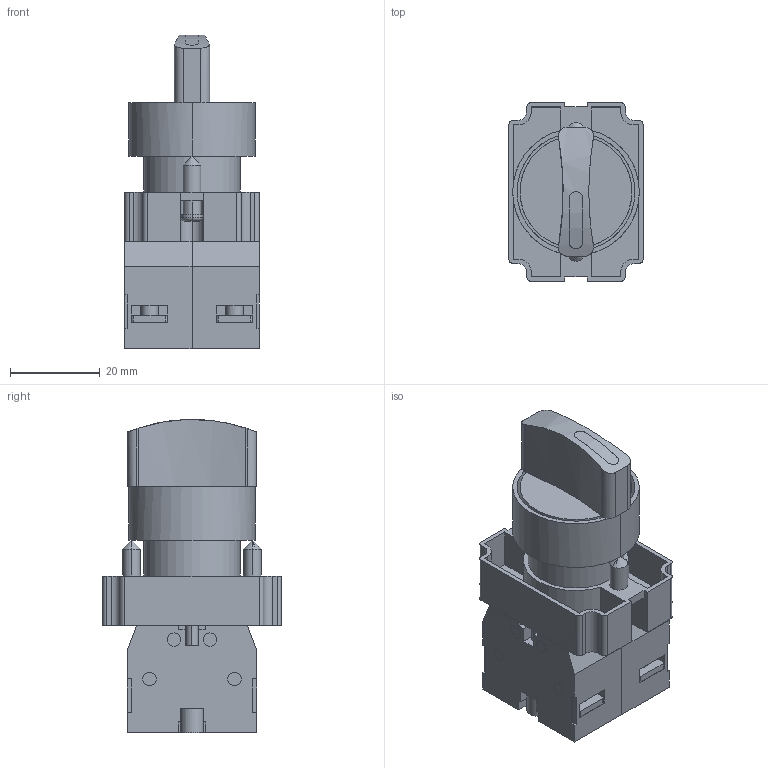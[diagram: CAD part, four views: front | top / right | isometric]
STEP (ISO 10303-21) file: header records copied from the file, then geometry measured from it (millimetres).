
FILE_DESCRIPTION (( 'STEP AP214' ), '1' );
FILE_NAME ('LAYS-BD21（双座）.STEP', '2023-07-15T11:53:06', ( 'China' ), ( 'Home' ), 'SwSTEP 2.0', 'SolidWorks 2017', '' );
FILE_SCHEMA (( 'AUTOMOTIVE_DESIGN' ));
Length unit declared in the file: millimetre
Products named in the file (1): LAYS-BD21ㄗ邧釱ㄘ
Bounding box: 30 x 40 x 70.01 mm (x, y, z)
Volume: 39618.2 mm3; surface area: 19039.9 mm2
Topology: 7 solids, 7 shells, 361 faces, 919 edges, 604 vertices
Faces by surface type: plane 242, cylinder 109, torus 4, cone 4, bspline 2
Entity records: 13158 total; most frequent: CARTESIAN_POINT 2124, DIRECTION 1859, ORIENTED_EDGE 1830, EDGE_CURVE 915, LINE 657, VECTOR 657, VERTEX_POINT 604, AXIS2_PLACEMENT_3D 601
